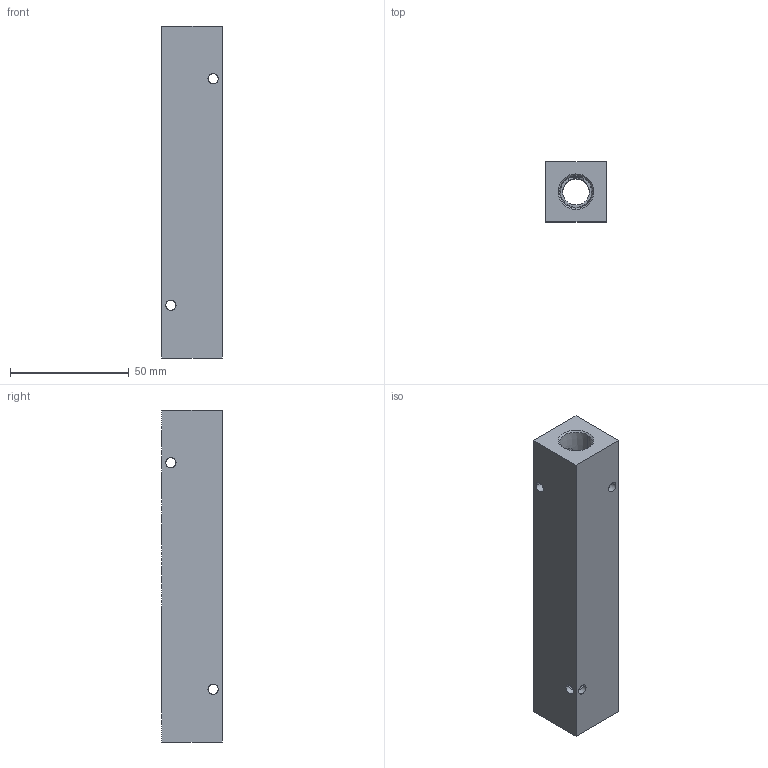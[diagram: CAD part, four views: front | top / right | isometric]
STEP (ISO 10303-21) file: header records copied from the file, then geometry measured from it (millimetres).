
FILE_DESCRIPTION (( 'STEP AP203' ), '1' );
FILE_NAME ('MRA-7CB.step', '2015-12-02T21:10:12', ( '' ), ( '' ), 'SwSTEP 2.0', 'SolidWorks 2015', '' );
FILE_SCHEMA (( 'CONFIG_CONTROL_DESIGN' ));
Length unit declared in the file: inch
Products named in the file (1): MRA-7CB
Bounding box: 25.4 x 25.4 x 139.7 mm (x, y, z)
Volume: 70144.5 mm3; surface area: 22166.4 mm2
Topology: 1 solids, 1 shells, 82 faces, 213 edges, 132 vertices
Faces by surface type: cone 36, cylinder 31, plane 15
Entity records: 3152 total; most frequent: CARTESIAN_POINT 1035, DIRECTION 429, ORIENTED_EDGE 426, EDGE_CURVE 213, AXIS2_PLACEMENT_3D 174, VERTEX_POINT 132, EDGE_LOOP 109, CIRCLE 91
